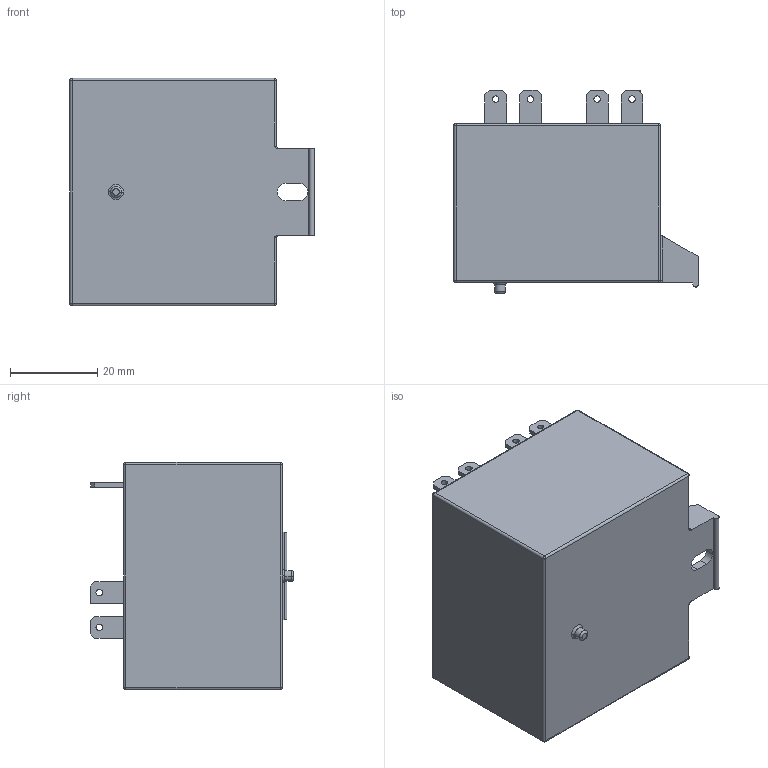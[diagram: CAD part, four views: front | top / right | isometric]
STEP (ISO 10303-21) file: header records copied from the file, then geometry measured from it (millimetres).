
FILE_DESCRIPTION((''),'2;1');
FILE_NAME('119-8453','2023-04-04T08:32:26',('U375483'),('DANFOSS COMMERCIAL COMPRESSOR'),'CREO PARAMETRIC BY PTC INC, 2022124','CREO PARAMETRIC BY PTC INC, 2022124','');
FILE_SCHEMA(('CONFIG_CONTROL_DESIGN'));
Length unit declared in the file: millimetre
Products named in the file (1): 119-8453
Bounding box: 56.1 x 46.6 x 52.2 mm (x, y, z)
Volume: 91055.1 mm3; surface area: 13269.7 mm2
Topology: 1 solids, 1 shells, 105 faces, 258 edges, 162 vertices
Faces by surface type: plane 59, cylinder 32, sphere 8, torus 6
Entity records: 3144 total; most frequent: CARTESIAN_POINT 547, DIRECTION 536, ORIENTED_EDGE 516, EDGE_CURVE 258, VECTOR 182, LINE 182, AXIS2_PLACEMENT_3D 177, VERTEX_POINT 162
